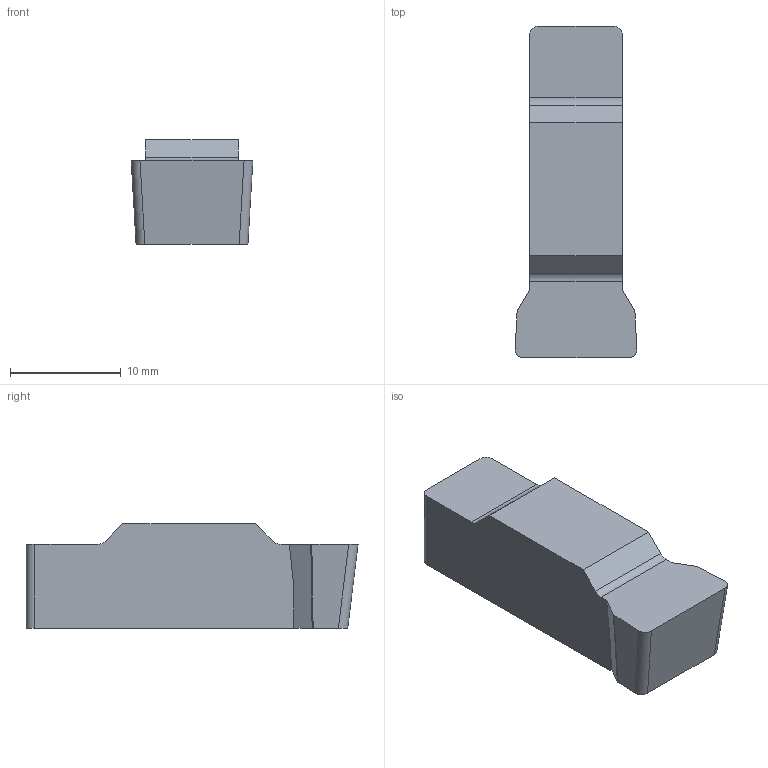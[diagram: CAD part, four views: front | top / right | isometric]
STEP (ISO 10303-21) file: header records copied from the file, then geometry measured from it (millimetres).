
FILE_DESCRIPTION(/* description */ (''),/* implementation_level */ '2;1');
FILE_NAME(/* name */ 'n123m1-1100-0008-gm-h13a_cut_20190521_142619_1.stp',/* time_stamp */ '2019-05-21T14:27:18+02:00',/* author */ (''),/* organization */ ('SMS'),/* preprocessor_version */ 'ST-DEVELOPER v15',/* originating_system */ 'SIEMENS PLM Software NX 8.5',/* authorisation */ '');
FILE_SCHEMA (('AUTOMOTIVE_DESIGN { 1 0 10303 214 3 1 1 1 }'));
Length unit declared in the file: millimetre
Products named in the file (1): N123M1-1100-0008-GM-H13A_CUT_20190521_142619_1
Bounding box: 11 x 30 x 9.46 mm (x, y, z)
Volume: 2154 mm3; surface area: 1161.9 mm2
Topology: 1 solids, 1 shells, 24 faces, 67 edges, 47 vertices
Faces by surface type: plane 16, cylinder 6, bspline 2
Entity records: 862 total; most frequent: CARTESIAN_POINT 198, ORIENTED_EDGE 132, DIRECTION 122, EDGE_CURVE 66, LINE 48, VECTOR 48, VERTEX_POINT 44, AXIS2_PLACEMENT_3D 37
